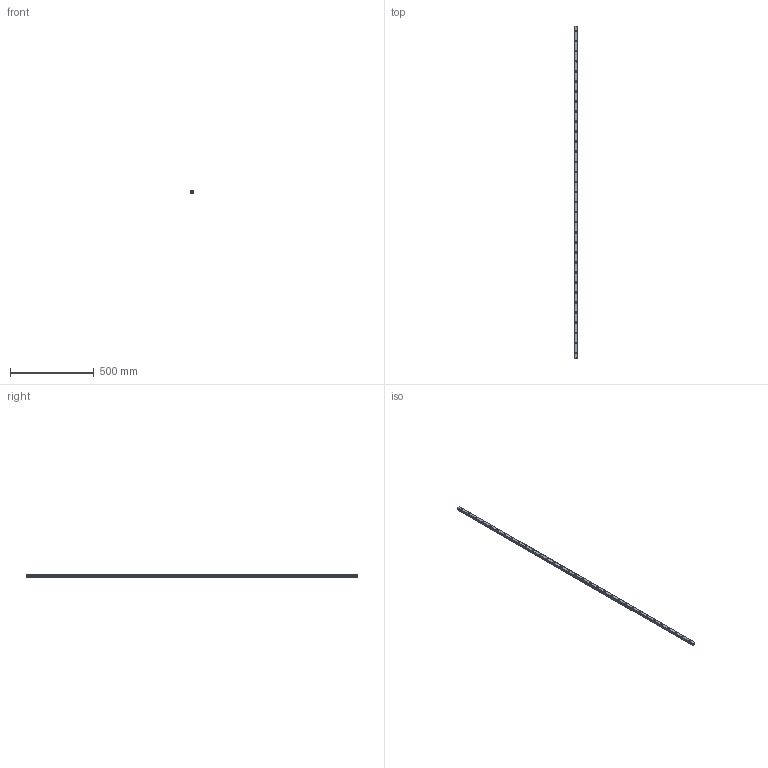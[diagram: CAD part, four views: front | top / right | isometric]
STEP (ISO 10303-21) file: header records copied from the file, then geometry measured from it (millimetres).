
FILE_DESCRIPTION(('STEP AP214'),'1');
FILE_NAME('cctmp_126795DC-EFC6-45A8-9FD4-6B07A64D5986_2021_02_04_10_53_10_0467..stp','2021-02-04T09:53:10',('HIWIN GmbH'),('CADClick - www.CADClick.com'),'Spatial InterOp 3D',' ','unknown authorization');
FILE_SCHEMA(('AUTOMOTIVE_DESIGN'));
Length unit declared in the file: millimetre
Products named in the file (1): EGR20R1980C_FILE
Bounding box: 20 x 1980 x 15.5 mm (x, y, z)
Volume: 531338.3 mm3; surface area: 158508.2 mm2
Topology: 1 solids, 1 shells, 499 faces, 1149 edges, 722 vertices
Faces by surface type: plane 283, cylinder 216
Entity records: 18207 total; most frequent: DIRECTION 2713, CARTESIAN_POINT 2371, ORIENTED_EDGE 2298, EDGE_CURVE 1149, AXIS2_PLACEMENT_3D 1064, VERTEX_POINT 722, LINE 585, VECTOR 585
